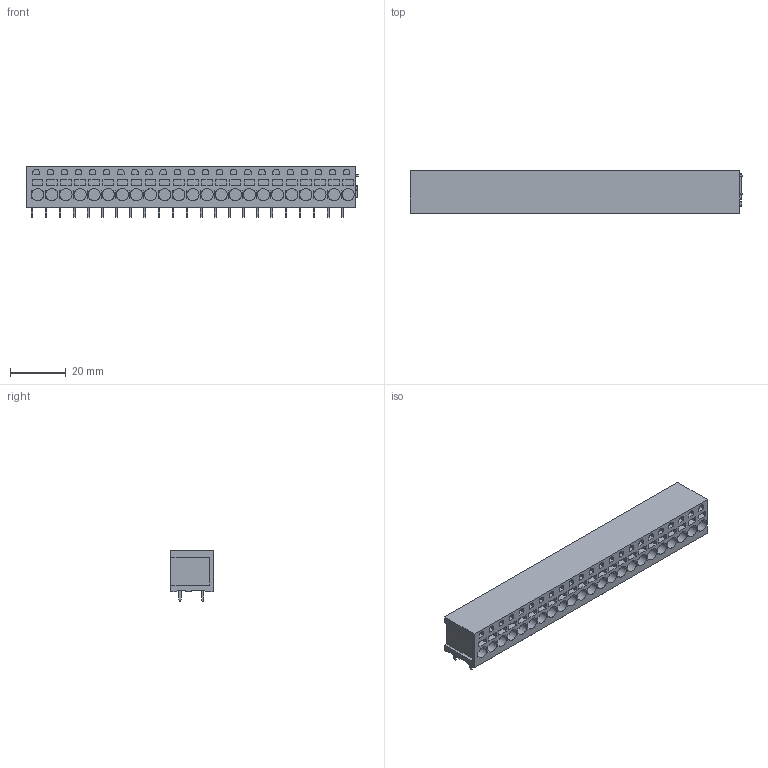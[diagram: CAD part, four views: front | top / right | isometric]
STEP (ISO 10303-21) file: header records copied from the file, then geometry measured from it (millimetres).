
FILE_DESCRIPTION(('CATIA V5 STEP Exchange','CAx-IF Rec.Pracs.--- Model Styling and Organization---1.4--- 2014-01-23'),'2;1');
FILE_NAME ('397899-2_0', '2021-07-15T06:26:01+00:00', ('none'), ('Weidmueller'), 'CATIA Version 5-6 Release 2016 SP3 HF44', 'CATIA V5 STEP AP214', 'none');
FILE_SCHEMA(('AUTOMOTIVE_DESIGN { 1 0 10303 214 1 1 1 1 }'));
Length unit declared in the file: millimetre
Products named in the file (1): 1426550000
Bounding box: 119.49 x 15.2 x 18.3 mm (x, y, z)
Volume: 23448.4 mm3; surface area: 11883.6 mm2
Topology: 47 solids, 47 shells, 894 faces, 2184 edges, 1456 vertices
Faces by surface type: plane 749, cylinder 145
Entity records: 25738 total; most frequent: CARTESIAN_POINT 4681, ORIENTED_EDGE 4368, DIRECTION 3479, EDGE_CURVE 2184, VECTOR 1848, LINE 1848, VERTEX_POINT 1456, EDGE_LOOP 966
